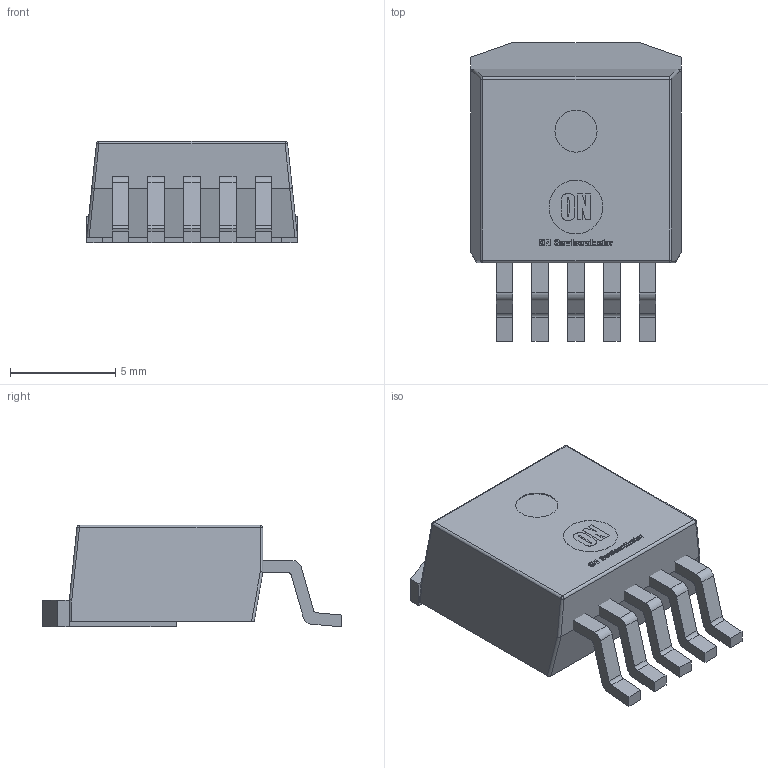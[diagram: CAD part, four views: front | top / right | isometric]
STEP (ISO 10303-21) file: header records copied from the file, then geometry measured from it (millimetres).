
FILE_DESCRIPTION(/* description */ (''),/* implementation_level */ '2;1');
FILE_NAME(/* name */ 'ON Semiconductor LM2596DSADJG - TO-263-6, D²Pak (5 Leads + Tab), TO-263BA D2PAK-5 D2PAK.stp',/* time_stamp */ '2019-08-30T11:53:42-04:00',/* author */ ('Ricardo'),/* organization */ (''),/* preprocessor_version */ 'ST-DEVELOPER v18',/* originating_system */ 'Autodesk Inventor 2020',/* authorisation */ '');
FILE_SCHEMA (('AUTOMOTIVE_DESIGN { 1 0 10303 214 3 1 1 }'));
Length unit declared in the file: millimetre
Products named in the file (4): Infineon IPB017N10N5ATMA1 - PG-TO263-7 D2PAK-7; body; terminals; logo
Assembly tree (3 placements, depth 2):
  Infineon IPB017N10N5ATMA1 - PG-TO263-7 D2PAK-7
    body
    terminals
    logo
Bounding box: 10.02 x 14.2 x 4.83 mm (x, y, z)
Volume: 429.8 mm3; surface area: 597.7 mm2
Topology: 25 solids, 25 shells, 450 faces, 1185 edges, 786 vertices
Faces by surface type: plane 215, bspline 198, cylinder 33, sphere 4
Full cylindrical faces by diameter (mm): 2 x1
Entity records: 14896 total; most frequent: CARTESIAN_POINT 4618, ORIENTED_EDGE 2370, DIRECTION 1595, EDGE_CURVE 1185, VERTEX_POINT 786, LINE 721, VECTOR 721, EDGE_LOOP 465
